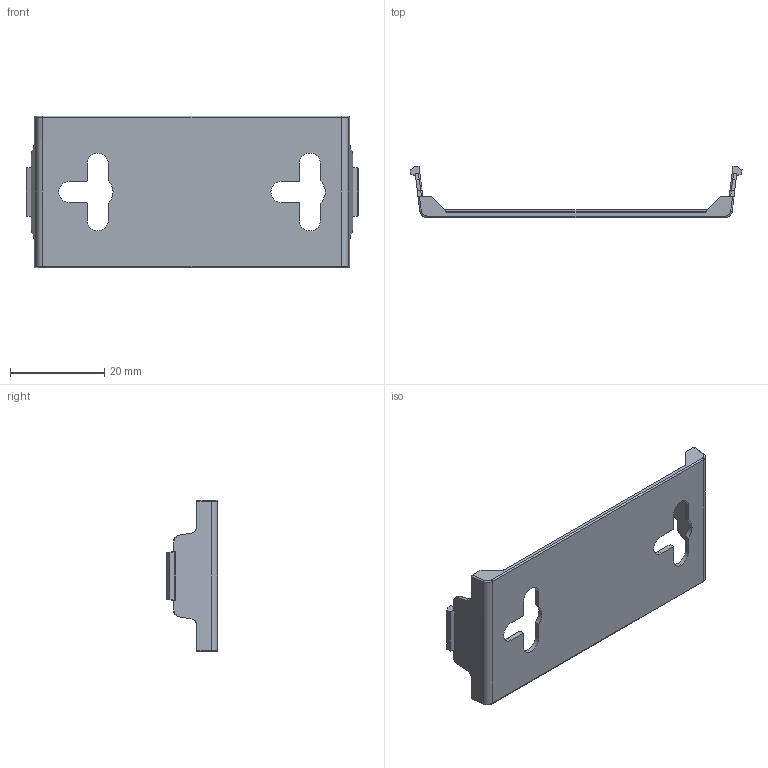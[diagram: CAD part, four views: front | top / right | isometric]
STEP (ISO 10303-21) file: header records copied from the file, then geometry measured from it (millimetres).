
FILE_DESCRIPTION (( 'STEP AP203' ), '1' );
FILE_NAME ('Back.STEP', '2014-03-21T11:17:54', ( '' ), ( '' ), 'SwSTEP 2.0', 'SolidWorks 2013', '' );
FILE_SCHEMA (( 'CONFIG_CONTROL_DESIGN' ));
Length unit declared in the file: millimetre
Products named in the file (1): Back
Bounding box: 70.41 x 10.87 x 32.17 mm (x, y, z)
Volume: 2465 mm3; surface area: 5196.4 mm2
Topology: 1 solids, 1 shells, 172 faces, 454 edges, 280 vertices
Faces by surface type: cylinder 82, plane 60, bspline 14, torus 12, sphere 4
Entity records: 5567 total; most frequent: CARTESIAN_POINT 1441, ORIENTED_EDGE 900, DIRECTION 818, EDGE_CURVE 450, AXIS2_PLACEMENT_3D 281, VERTEX_POINT 280, LINE 256, VECTOR 256
